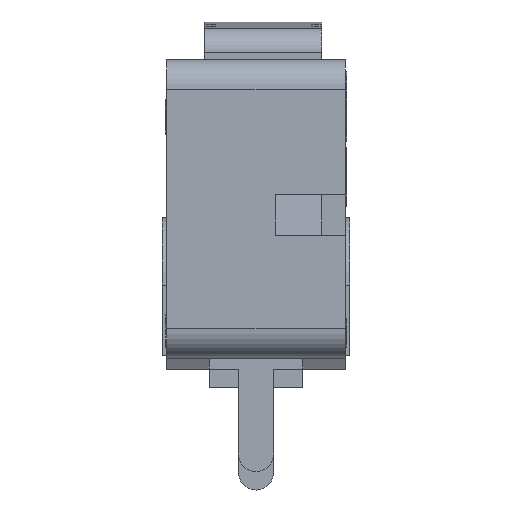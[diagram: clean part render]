
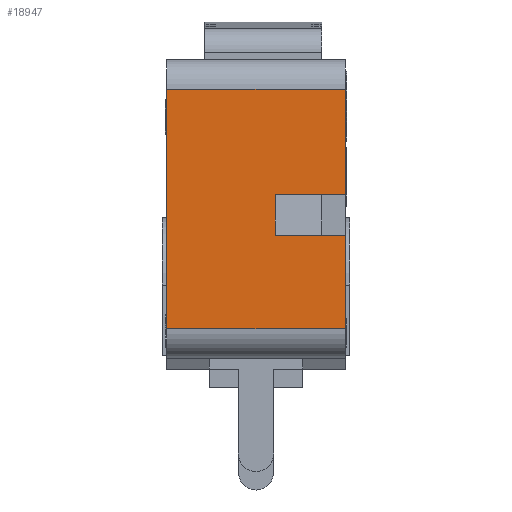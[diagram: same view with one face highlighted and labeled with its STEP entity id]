
A CAD part, left-side view. The second image highlights one B-rep face of the part: STEP entity #18947.
In plain terms, the highlighted planar face has unit normal (-1, 0, 0).
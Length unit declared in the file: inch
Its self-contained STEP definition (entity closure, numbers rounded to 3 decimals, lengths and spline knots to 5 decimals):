
#1789=CARTESIAN_POINT('',(-0.20079,-0.24016,0.12205));
#1790=VERTEX_POINT('',#1789);
#1797=CARTESIAN_POINT('',(-0.20079,-0.14567,0.12205));
#1798=VERTEX_POINT('',#1797);
#1799=CARTESIAN_POINT('',(-0.20079,-0.14567,0.12205));
#1800=DIRECTION('',(0.0,-1.0,0.0));
#1801=VECTOR('',#1800,0.09449);
#1802=LINE('',#1799,#1801);
#1803=EDGE_CURVE('',#1798,#1790,#1802,.T.);
#15332=CARTESIAN_POINT('',(-0.20079,-0.24016,0.06693));
#15333=VERTEX_POINT('',#15332);
#15340=CARTESIAN_POINT('',(-0.20079,-0.24016,-0.05906));
#15341=VERTEX_POINT('',#15340);
#15342=CARTESIAN_POINT('',(-0.20079,-0.24016,-0.05906));
#15343=DIRECTION('',(0.0,0.0,1.0));
#15344=VECTOR('',#15343,0.12598);
#15345=LINE('',#15342,#15344);
#15346=EDGE_CURVE('',#15341,#15333,#15345,.T.);
#15502=CARTESIAN_POINT('',(-0.20079,-0.24016,0.26378));
#15503=VERTEX_POINT('',#15502);
#15511=CARTESIAN_POINT('',(-0.20079,-0.24016,0.12205));
#15512=DIRECTION('',(0.0,0.0,1.0));
#15513=VECTOR('',#15512,0.14173);
#15514=LINE('',#15511,#15513);
#15515=EDGE_CURVE('',#1790,#15503,#15514,.T.);
#16265=CARTESIAN_POINT('',(-0.20079,-0.14567,0.06693));
#16266=VERTEX_POINT('',#16265);
#16275=CARTESIAN_POINT('',(-0.20079,-0.24016,0.06693));
#16276=DIRECTION('',(0.0,1.0,0.0));
#16277=VECTOR('',#16276,0.09449);
#16278=LINE('',#16275,#16277);
#16279=EDGE_CURVE('',#15333,#16266,#16278,.T.);
#17213=CARTESIAN_POINT('',(-0.20079,0.0,-0.05906));
#17214=VERTEX_POINT('',#17213);
#17222=CARTESIAN_POINT('',(-0.20079,0.0,0.26378));
#17223=VERTEX_POINT('',#17222);
#17224=CARTESIAN_POINT('',(-0.20079,0.0,0.26378));
#17225=DIRECTION('',(0.0,0.0,-1.0));
#17226=VECTOR('',#17225,0.32283);
#17227=LINE('',#17224,#17226);
#17228=EDGE_CURVE('',#17223,#17214,#17227,.T.);
#18911=CARTESIAN_POINT('',(-0.20079,-0.14567,0.06693));
#18912=DIRECTION('',(0.0,0.0,1.0));
#18913=VECTOR('',#18912,0.05512);
#18914=LINE('',#18911,#18913);
#18915=EDGE_CURVE('',#16266,#1798,#18914,.T.);
#18922=CARTESIAN_POINT('',(-0.20079,-0.25217,-0.0752));
#18923=DIRECTION('',(-1.0,0.0,0.0));
#18924=DIRECTION('',(0.0,0.0,1.0));
#18925=AXIS2_PLACEMENT_3D('',#18922,#18923,#18924);
#18926=PLANE('',#18925);
#18927=ORIENTED_EDGE('',*,*,#17228,.T.);
#18928=CARTESIAN_POINT('',(-0.20079,-0.24016,-0.05906));
#18929=DIRECTION('',(0.0,1.0,0.0));
#18930=VECTOR('',#18929,0.24016);
#18931=LINE('',#18928,#18930);
#18932=EDGE_CURVE('',#15341,#17214,#18931,.T.);
#18933=ORIENTED_EDGE('',*,*,#18932,.F.);
#18934=ORIENTED_EDGE('',*,*,#15346,.T.);
#18935=ORIENTED_EDGE('',*,*,#16279,.T.);
#18936=ORIENTED_EDGE('',*,*,#18915,.T.);
#18937=ORIENTED_EDGE('',*,*,#1803,.T.);
#18938=ORIENTED_EDGE('',*,*,#15515,.T.);
#18939=CARTESIAN_POINT('',(-0.20079,-0.24016,0.26378));
#18940=DIRECTION('',(0.0,1.0,0.0));
#18941=VECTOR('',#18940,0.24016);
#18942=LINE('',#18939,#18941);
#18943=EDGE_CURVE('',#15503,#17223,#18942,.T.);
#18944=ORIENTED_EDGE('',*,*,#18943,.T.);
#18945=EDGE_LOOP('',(#18927,#18933,#18934,#18935,#18936,#18937,#18938,#18944));
#18946=FACE_OUTER_BOUND('',#18945,.T.);
#18947=ADVANCED_FACE('',(#18946),#18926,.T.);
